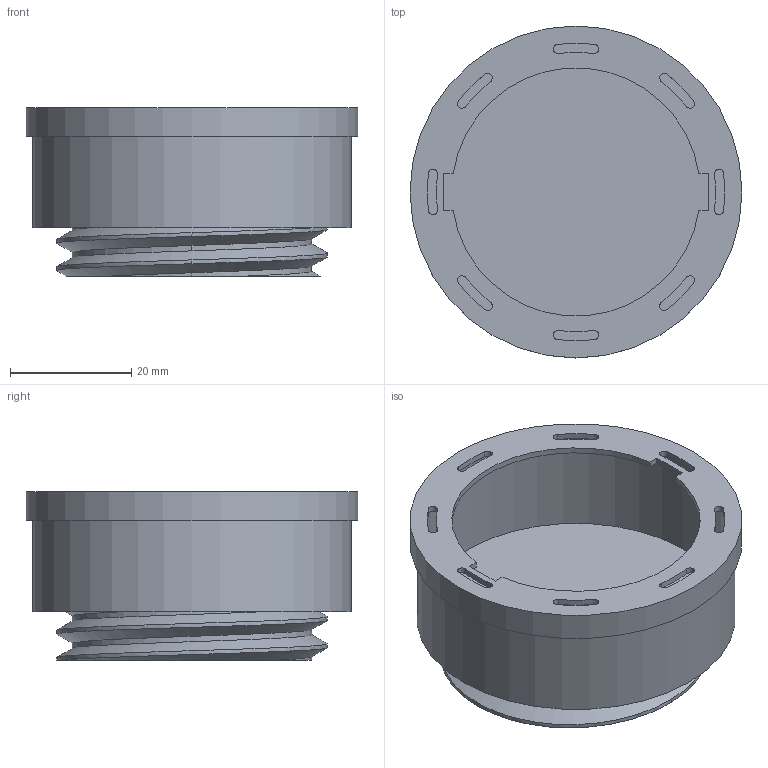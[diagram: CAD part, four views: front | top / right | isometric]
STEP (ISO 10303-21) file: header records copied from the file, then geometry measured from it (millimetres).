
FILE_DESCRIPTION(/* description */ (''),/* implementation_level */ '2;1');
FILE_NAME(/* name */ 'Silica Gel Holder Lid.step',/* time_stamp */ '2021-05-24T11:45:54+02:00',/* author */ (''),/* organization */ (''),/* preprocessor_version */ 'ST-DEVELOPER v18.1',/* originating_system */ 'Autodesk Translation Framework v10.6.0.1341',/* authorisation */ '');
FILE_SCHEMA (('AUTOMOTIVE_DESIGN { 1 0 10303 214 3 1 1 }'));
Length unit declared in the file: millimetre
Products named in the file (3): Silica Gel Holder; Silica Gel Holder Top; Silica Gel Holder Bottom
Assembly tree (2 placements, depth 2):
  Silica Gel Holder
    Silica Gel Holder Top
    Silica Gel Holder Bottom
Bounding box: 54.8 x 54.8 x 27.8 mm (x, y, z)
Volume: 20137 mm3; surface area: 13757.7 mm2
Topology: 1 solids, 1 shells, 57 faces, 153 edges, 102 vertices
Faces by surface type: cylinder 43, plane 12, bspline 2
Full cylindrical faces by diameter (mm): 39.536 x1, 44.687 x1, 49.6 x1, 52.6 x1, 54.8 x1
Entity records: 2915 total; most frequent: CARTESIAN_POINT 1326, DIRECTION 337, ORIENTED_EDGE 306, EDGE_CURVE 153, AXIS2_PLACEMENT_3D 139, VERTEX_POINT 102, CIRCLE 79, EDGE_LOOP 77
